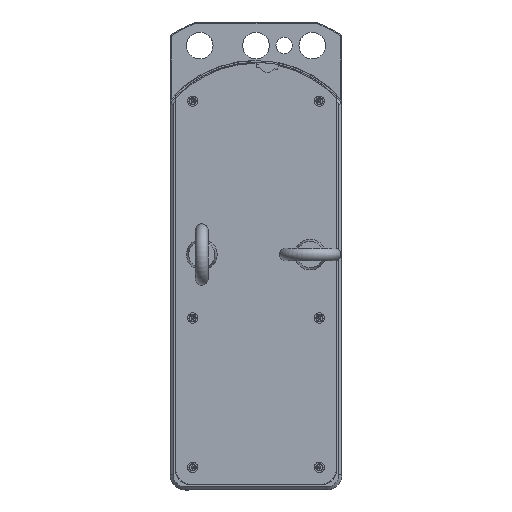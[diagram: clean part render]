
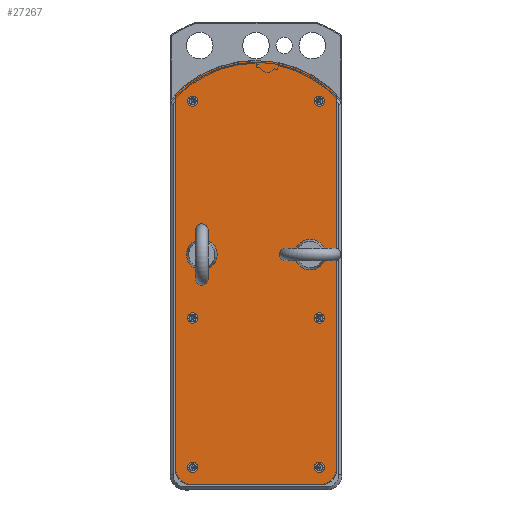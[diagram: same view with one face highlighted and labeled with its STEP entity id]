
A CAD part, top view. The second image highlights one B-rep face of the part: STEP entity #27267.
In plain terms, the highlighted planar face has unit normal (0, 0, 1).
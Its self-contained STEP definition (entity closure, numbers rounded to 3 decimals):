
#1515=LINE('',#41445,#3134);
#1516=LINE('',#41449,#3135);
#1517=LINE('',#41452,#3136);
#3134=VECTOR('',#33002,10.);
#3135=VECTOR('',#33005,10.);
#3136=VECTOR('',#33008,10.);
#4553=FACE_BOUND('',#7349,.T.);
#4554=FACE_BOUND('',#7350,.T.);
#4555=FACE_BOUND('',#7351,.T.);
#4556=FACE_BOUND('',#7352,.T.);
#4557=FACE_BOUND('',#7353,.T.);
#4558=FACE_BOUND('',#7354,.T.);
#4559=FACE_BOUND('',#7355,.T.);
#4560=FACE_BOUND('',#7356,.T.);
#5608=FACE_OUTER_BOUND('',#7348,.T.);
#7348=EDGE_LOOP('',(#17875,#17876,#17877,#17878,#17879,#17880));
#7349=EDGE_LOOP('',(#17881));
#7350=EDGE_LOOP('',(#17882));
#7351=EDGE_LOOP('',(#17883));
#7352=EDGE_LOOP('',(#17884));
#7353=EDGE_LOOP('',(#17885));
#7354=EDGE_LOOP('',(#17886));
#7355=EDGE_LOOP('',(#17887));
#7356=EDGE_LOOP('',(#17888));
#9477=CIRCLE('',#29310,15.);
#9478=CIRCLE('',#29311,15.);
#9479=CIRCLE('',#29312,109.6);
#9480=CIRCLE('',#29313,15.);
#9481=CIRCLE('',#29314,5.);
#9482=CIRCLE('',#29315,5.);
#9483=CIRCLE('',#29316,5.);
#9484=CIRCLE('',#29317,5.);
#9485=CIRCLE('',#29318,5.);
#9486=CIRCLE('',#29319,5.);
#9487=CIRCLE('',#29320,15.);
#11041=VERTEX_POINT('',#41441);
#11042=VERTEX_POINT('',#41442);
#11043=VERTEX_POINT('',#41444);
#11044=VERTEX_POINT('',#41446);
#11045=VERTEX_POINT('',#41448);
#11046=VERTEX_POINT('',#41450);
#11047=VERTEX_POINT('',#41453);
#11048=VERTEX_POINT('',#41455);
#11049=VERTEX_POINT('',#41457);
#11050=VERTEX_POINT('',#41459);
#11051=VERTEX_POINT('',#41461);
#11052=VERTEX_POINT('',#41463);
#11053=VERTEX_POINT('',#41465);
#11054=VERTEX_POINT('',#41467);
#13737=EDGE_CURVE('',#11041,#11042,#9477,.T.);
#13738=EDGE_CURVE('',#11041,#11043,#1515,.T.);
#13739=EDGE_CURVE('',#11044,#11043,#9478,.T.);
#13740=EDGE_CURVE('',#11044,#11045,#1516,.T.);
#13741=EDGE_CURVE('',#11045,#11046,#9479,.T.);
#13742=EDGE_CURVE('',#11046,#11042,#1517,.T.);
#13743=EDGE_CURVE('',#11047,#11047,#9480,.T.);
#13744=EDGE_CURVE('',#11048,#11048,#9481,.T.);
#13745=EDGE_CURVE('',#11049,#11049,#9482,.T.);
#13746=EDGE_CURVE('',#11050,#11050,#9483,.T.);
#13747=EDGE_CURVE('',#11051,#11051,#9484,.T.);
#13748=EDGE_CURVE('',#11052,#11052,#9485,.T.);
#13749=EDGE_CURVE('',#11053,#11053,#9486,.T.);
#13750=EDGE_CURVE('',#11054,#11054,#9487,.T.);
#17875=ORIENTED_EDGE('',*,*,#13737,.F.);
#17876=ORIENTED_EDGE('',*,*,#13738,.T.);
#17877=ORIENTED_EDGE('',*,*,#13739,.F.);
#17878=ORIENTED_EDGE('',*,*,#13740,.T.);
#17879=ORIENTED_EDGE('',*,*,#13741,.T.);
#17880=ORIENTED_EDGE('',*,*,#13742,.T.);
#17881=ORIENTED_EDGE('',*,*,#13743,.T.);
#17882=ORIENTED_EDGE('',*,*,#13744,.T.);
#17883=ORIENTED_EDGE('',*,*,#13745,.T.);
#17884=ORIENTED_EDGE('',*,*,#13746,.T.);
#17885=ORIENTED_EDGE('',*,*,#13747,.T.);
#17886=ORIENTED_EDGE('',*,*,#13748,.T.);
#17887=ORIENTED_EDGE('',*,*,#13749,.T.);
#17888=ORIENTED_EDGE('',*,*,#13750,.T.);
#24669=PLANE('',#29309);
#27267=ADVANCED_FACE('',(#5608,#4553,#4554,#4555,#4556,#4557,#4558,#4559,
#4560),#24669,.T.);
#29309=AXIS2_PLACEMENT_3D('',#41440,#32998,#32999);
#29310=AXIS2_PLACEMENT_3D('',#41443,#33000,#33001);
#29311=AXIS2_PLACEMENT_3D('',#41447,#33003,#33004);
#29312=AXIS2_PLACEMENT_3D('',#41451,#33006,#33007);
#29313=AXIS2_PLACEMENT_3D('',#41454,#33009,#33010);
#29314=AXIS2_PLACEMENT_3D('',#41456,#33011,#33012);
#29315=AXIS2_PLACEMENT_3D('',#41458,#33013,#33014);
#29316=AXIS2_PLACEMENT_3D('',#41460,#33015,#33016);
#29317=AXIS2_PLACEMENT_3D('',#41462,#33017,#33018);
#29318=AXIS2_PLACEMENT_3D('',#41464,#33019,#33020);
#29319=AXIS2_PLACEMENT_3D('',#41466,#33021,#33022);
#29320=AXIS2_PLACEMENT_3D('',#41468,#33023,#33024);
#32998=DIRECTION('center_axis',(0.,0.,
1.));
#32999=DIRECTION('ref_axis',(0.,1.,0.));
#33000=DIRECTION('center_axis',(0.,0.,
-1.));
#33001=DIRECTION('ref_axis',(-0.707,-0.707,0.));
#33002=DIRECTION('',(1.,0.,0.));
#33003=DIRECTION('center_axis',(0.,0.,
-1.));
#33004=DIRECTION('ref_axis',(0.707,-0.707,0.));
#33005=DIRECTION('',(0.,1.,0.));
#33006=DIRECTION('center_axis',(0.,0.,
1.));
#33007=DIRECTION('ref_axis',(0.716,0.698,0.));
#33008=DIRECTION('',(0.,-1.,0.));
#33009=DIRECTION('center_axis',(0.,0.,
-1.));
#33010=DIRECTION('ref_axis',(1.,0.,0.));
#33011=DIRECTION('center_axis',(0.,0.,
-1.));
#33012=DIRECTION('ref_axis',(0.,1.,0.));
#33013=DIRECTION('center_axis',(0.,0.,
-1.));
#33014=DIRECTION('ref_axis',(0.,1.,0.));
#33015=DIRECTION('center_axis',(0.,0.,
-1.));
#33016=DIRECTION('ref_axis',(0.,1.,0.));
#33017=DIRECTION('center_axis',(0.,0.,
-1.));
#33018=DIRECTION('ref_axis',(0.,1.,0.));
#33019=DIRECTION('center_axis',(0.,0.,
-1.));
#33020=DIRECTION('ref_axis',(0.,1.,0.));
#33021=DIRECTION('center_axis',(0.,0.,
-1.));
#33022=DIRECTION('ref_axis',(0.,1.,0.));
#33023=DIRECTION('center_axis',(0.,0.,
-1.));
#33024=DIRECTION('ref_axis',(0.,1.,0.));
#41440=CARTESIAN_POINT('Origin',(0.,-115.948,
989.6));
#41441=CARTESIAN_POINT('',(-63.5,-304.5,989.6));
#41442=CARTESIAN_POINT('',(-78.5,-289.5,989.6));
#41443=CARTESIAN_POINT('Origin',(-63.5,-289.5,989.6));
#41444=CARTESIAN_POINT('',(63.5,-304.5,989.6));
#41445=CARTESIAN_POINT('',(-78.5,-304.5,989.6));
#41446=CARTESIAN_POINT('',(78.5,-289.5,989.6));
#41447=CARTESIAN_POINT('Origin',(63.5,-289.5,989.6));
#41448=CARTESIAN_POINT('',(78.5,76.485,989.6));
#41449=CARTESIAN_POINT('',(78.5,-304.5,989.6));
#41450=CARTESIAN_POINT('',(-78.5,76.485,989.6));
#41451=CARTESIAN_POINT('Origin',(0.,0.,
989.6));
#41452=CARTESIAN_POINT('',(-78.5,76.485,989.6));
#41453=CARTESIAN_POINT('',(68.,-80.,989.6));
#41454=CARTESIAN_POINT('Origin',(53.,-80.,989.6));
#41455=CARTESIAN_POINT('',(-62.,65.,989.6));
#41456=CARTESIAN_POINT('Origin',(-62.,70.,989.6));
#41457=CARTESIAN_POINT('',(62.,65.,989.6));
#41458=CARTESIAN_POINT('Origin',(62.,70.,989.6));
#41459=CARTESIAN_POINT('',(-62.,-147.,989.6));
#41460=CARTESIAN_POINT('Origin',(-62.,-142.,989.6));
#41461=CARTESIAN_POINT('',(62.,-147.,989.6));
#41462=CARTESIAN_POINT('Origin',(62.,-142.,989.6));
#41463=CARTESIAN_POINT('',(-62.,-293.,989.6));
#41464=CARTESIAN_POINT('Origin',(-62.,-288.,989.6));
#41465=CARTESIAN_POINT('',(62.,-293.,989.6));
#41466=CARTESIAN_POINT('Origin',(62.,-288.,989.6));
#41467=CARTESIAN_POINT('',(-53.,-65.,989.6));
#41468=CARTESIAN_POINT('Origin',(-53.,-80.,989.6));
